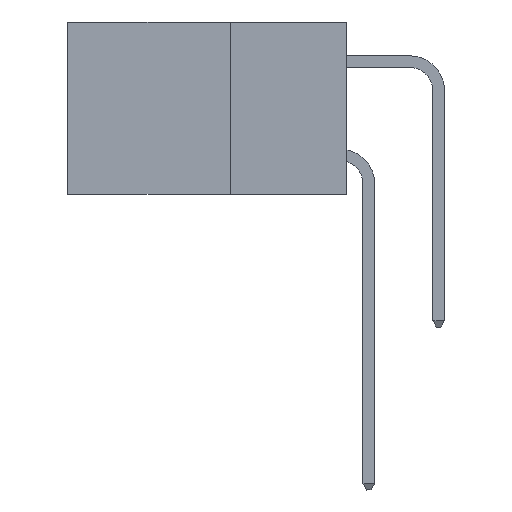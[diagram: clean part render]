
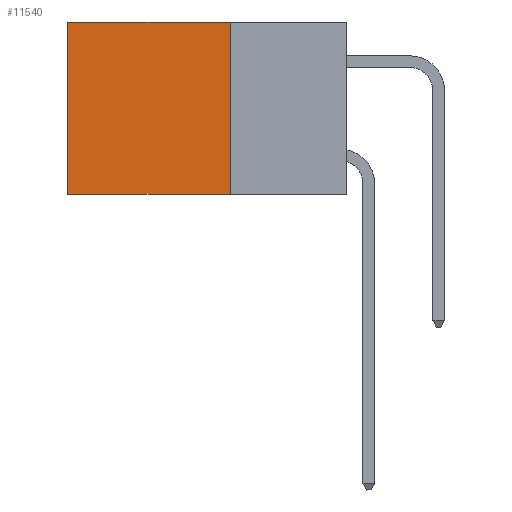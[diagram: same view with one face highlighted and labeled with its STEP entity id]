
A CAD part, left-side view. The second image highlights one B-rep face of the part: STEP entity #11540.
In plain terms, the highlighted planar face has unit normal (-1, 0, 0).
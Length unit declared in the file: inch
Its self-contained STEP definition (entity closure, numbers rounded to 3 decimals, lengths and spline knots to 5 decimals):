
#415 = DIRECTION ( 'NONE',  ( 0., 0., -1. ) ) ;
#515 = VERTEX_POINT ( 'NONE', #10434 ) ;
#1061 = FACE_OUTER_BOUND ( 'NONE', #6275, .T. ) ;
#1181 = EDGE_CURVE ( 'NONE', #3094, #9077, #6594, .T. ) ;
#1246 = ORIENTED_EDGE ( 'NONE', *, *, #12109, .F. ) ;
#1419 = DIRECTION ( 'NONE',  ( 0., 0., -1. ) ) ;
#1744 = VECTOR ( 'NONE', #3109, 39.37008 ) ;
#2367 = CARTESIAN_POINT ( 'NONE',  ( 0.2875, 0.25, 0. ) ) ;
#2668 = DIRECTION ( 'NONE',  ( 0., 1., 0. ) ) ;
#2972 = AXIS2_PLACEMENT_3D ( 'NONE', #6285, #9452, #415 ) ;
#3094 = VERTEX_POINT ( 'NONE', #11395 ) ;
#3109 = DIRECTION ( 'NONE',  ( 0., 0., -1. ) ) ;
#3591 = DIRECTION ( 'NONE',  ( 0., 1., 0. ) ) ;
#4455 = VECTOR ( 'NONE', #3591, 39.37008 ) ;
#4884 = ORIENTED_EDGE ( 'NONE', *, *, #12352, .F. ) ;
#5746 = EDGE_CURVE ( 'NONE', #9077, #515, #12502, .T. ) ;
#6275 = EDGE_LOOP ( 'NONE', ( #10869, #1246, #4884, #12314 ) ) ;
#6285 = CARTESIAN_POINT ( 'NONE',  ( 0.2875, 0.25, 0. ) ) ;
#6502 = LINE ( 'NONE', #8580, #11285 ) ;
#6594 = LINE ( 'NONE', #2367, #4455 ) ;
#7342 = CARTESIAN_POINT ( 'NONE',  ( 0.2875, 0.6, 0. ) ) ;
#7447 = PLANE ( 'NONE',  #2972 ) ;
#7860 = CARTESIAN_POINT ( 'NONE',  ( 0.2875, 0.6, 0. ) ) ;
#8580 = CARTESIAN_POINT ( 'NONE',  ( 0.2875, 0.25, 0. ) ) ;
#9077 = VERTEX_POINT ( 'NONE', #7860 ) ;
#9219 = CARTESIAN_POINT ( 'NONE',  ( 0.2875, 0.25, -0.37 ) ) ;
#9452 = DIRECTION ( 'NONE',  ( 1., 0., 0. ) ) ;
#9540 = VERTEX_POINT ( 'NONE', #9219 ) ;
#10434 = CARTESIAN_POINT ( 'NONE',  ( 0.2875, 0.6, -0.37 ) ) ;
#10631 = VECTOR ( 'NONE', #2668, 39.37008 ) ;
#10869 = ORIENTED_EDGE ( 'NONE', *, *, #5746, .T. ) ;
#10913 = LINE ( 'NONE', #12079, #10631 ) ;
#11285 = VECTOR ( 'NONE', #1419, 39.37008 ) ;
#11395 = CARTESIAN_POINT ( 'NONE',  ( 0.2875, 0.25, 0. ) ) ;
#11540 = ADVANCED_FACE ( 'NONE', ( #1061 ), #7447, .F. ) ;
#12079 = CARTESIAN_POINT ( 'NONE',  ( 0.2875, 0.25, -0.37 ) ) ;
#12109 = EDGE_CURVE ( 'NONE', #9540, #515, #10913, .T. ) ;
#12314 = ORIENTED_EDGE ( 'NONE', *, *, #1181, .T. ) ;
#12352 = EDGE_CURVE ( 'NONE', #3094, #9540, #6502, .T. ) ;
#12502 = LINE ( 'NONE', #7342, #1744 ) ;
